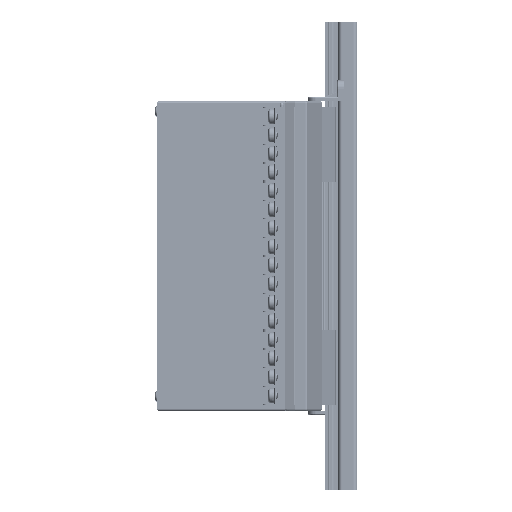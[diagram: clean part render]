
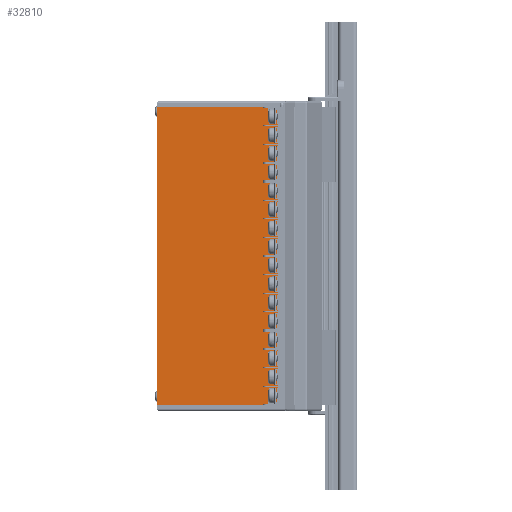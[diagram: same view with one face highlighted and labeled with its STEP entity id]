
A CAD part, left-side view. The second image highlights one B-rep face of the part: STEP entity #32810.
In plain terms, the highlighted planar face has unit normal (-1, 0, 0.002).
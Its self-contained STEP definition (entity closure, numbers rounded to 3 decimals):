
#1854 = VERTEX_POINT ( 'NONE', #39495 ) ;
#3936 = VECTOR ( 'NONE', #16787, 1000. ) ;
#6613 = DIRECTION ( 'NONE',  ( 0., 0., 1. ) ) ;
#10229 = DIRECTION ( 'NONE',  ( 0., 0., 1. ) ) ;
#10581 = LINE ( 'NONE', #17831, #51588 ) ;
#10942 = EDGE_CURVE ( 'NONE', #20581, #1854, #48326, .T. ) ;
#11642 = ORIENTED_EDGE ( 'NONE', *, *, #15978, .T. ) ;
#12536 = FACE_OUTER_BOUND ( 'NONE', #37733, .T. ) ;
#14376 = CARTESIAN_POINT ( 'NONE',  ( -34.75, 31., 0. ) ) ;
#15978 = EDGE_CURVE ( 'NONE', #1854, #37643, #10581, .T. ) ;
#16098 = ORIENTED_EDGE ( 'NONE', *, *, #10942, .T. ) ;
#16544 = CARTESIAN_POINT ( 'NONE',  ( -34.75, 31., 0. ) ) ;
#16787 = DIRECTION ( 'NONE',  ( 0., 0., 1. ) ) ;
#17831 = CARTESIAN_POINT ( 'NONE',  ( -34.75, -31., -142.3 ) ) ;
#18786 = CARTESIAN_POINT ( 'NONE',  ( -34.75, 31., -142.3 ) ) ;
#20581 = VERTEX_POINT ( 'NONE', #18786 ) ;
#21743 = DIRECTION ( 'NONE',  ( 0., -1., 0. ) ) ;
#24950 = AXIS2_PLACEMENT_3D ( 'NONE', #50726, #35046, #6613 ) ;
#28125 = ORIENTED_EDGE ( 'NONE', *, *, #52282, .F. ) ;
#29036 = LINE ( 'NONE', #14376, #37230 ) ;
#30475 = PLANE ( 'NONE',  #24950 ) ;
#32810 = ADVANCED_FACE ( 'NONE', ( #12536 ), #30475, .T. ) ;
#33994 = DIRECTION ( 'NONE',  ( 0., -1., 0. ) ) ;
#35046 = DIRECTION ( 'NONE',  ( -1., 0., 0. ) ) ;
#37230 = VECTOR ( 'NONE', #33994, 1000. ) ;
#37643 = VERTEX_POINT ( 'NONE', #42034 ) ;
#37733 = EDGE_LOOP ( 'NONE', ( #49936, #28125, #16098, #11642 ) ) ;
#38870 = VECTOR ( 'NONE', #21743, 1000. ) ;
#39495 = CARTESIAN_POINT ( 'NONE',  ( -34.75, -31., -142.3 ) ) ;
#40934 = CARTESIAN_POINT ( 'NONE',  ( -34.75, 31., -142.3 ) ) ;
#42034 = CARTESIAN_POINT ( 'NONE',  ( -34.75, -31., 0. ) ) ;
#43762 = LINE ( 'NONE', #40934, #3936 ) ;
#45841 = CARTESIAN_POINT ( 'NONE',  ( -34.75, 31., -142.3 ) ) ;
#48326 = LINE ( 'NONE', #45841, #38870 ) ;
#49425 = VERTEX_POINT ( 'NONE', #16544 ) ;
#49717 = EDGE_CURVE ( 'NONE', #49425, #37643, #29036, .T. ) ;
#49936 = ORIENTED_EDGE ( 'NONE', *, *, #49717, .F. ) ;
#50726 = CARTESIAN_POINT ( 'NONE',  ( -34.75, 31., -142.3 ) ) ;
#51588 = VECTOR ( 'NONE', #10229, 1000. ) ;
#52282 = EDGE_CURVE ( 'NONE', #20581, #49425, #43762, .T. ) ;
